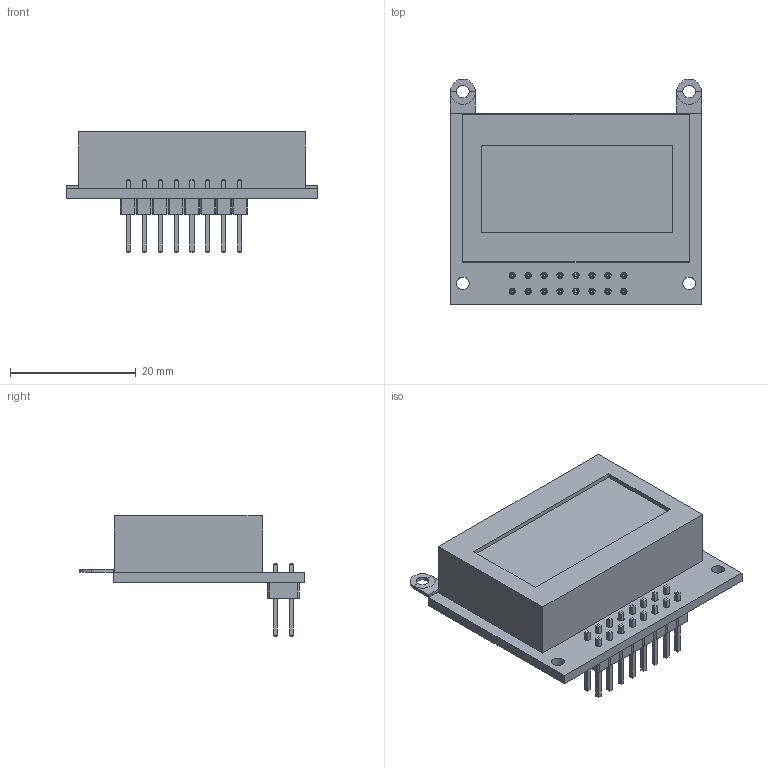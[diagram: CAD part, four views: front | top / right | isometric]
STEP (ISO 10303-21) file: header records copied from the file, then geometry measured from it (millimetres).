
FILE_DESCRIPTION(('FreeCAD Model'),'2;1');
FILE_NAME( 'NHD-0208AZ-FL-GBW.stp', '2020-07-23T12:13:51',('Author'),(''), 'Open CASCADE STEP processor 7.4','FreeCAD','Unknown');
FILE_SCHEMA(('AUTOMOTIVE_DESIGN_CC2 { 1 2 10303 214 -1 1 5 4 }'));
Length unit declared in the file: millimetre
Products named in the file (6): NHD_0208AZ_FL_BGW; PinHeader; PCB001; Display001; Tab001; Tab002
Assembly tree (5 placements, depth 2):
  NHD_0208AZ_FL_BGW
    PinHeader
    PCB001
    Display001
    Tab001
    Tab002
Bounding box: 40 x 35.9 x 19.14 mm (x, y, z)
Volume: 9574.5 mm3; surface area: 6342.8 mm2
Topology: 5 solids, 5 shells, 397 faces, 926 edges, 568 vertices
Faces by surface type: plane 375, cylinder 22
Full cylindrical faces by diameter (mm): 1 x16, 2 x4
Entity records: 25599 total; most frequent: CARTESIAN_POINT 3759, DIRECTION 3626, LINE 2660, VECTOR 2660, ORIENTED_EDGE 1852, PCURVE 1852, DEFINITIONAL_REPRESENTATION 1852, EDGE_CURVE 926
